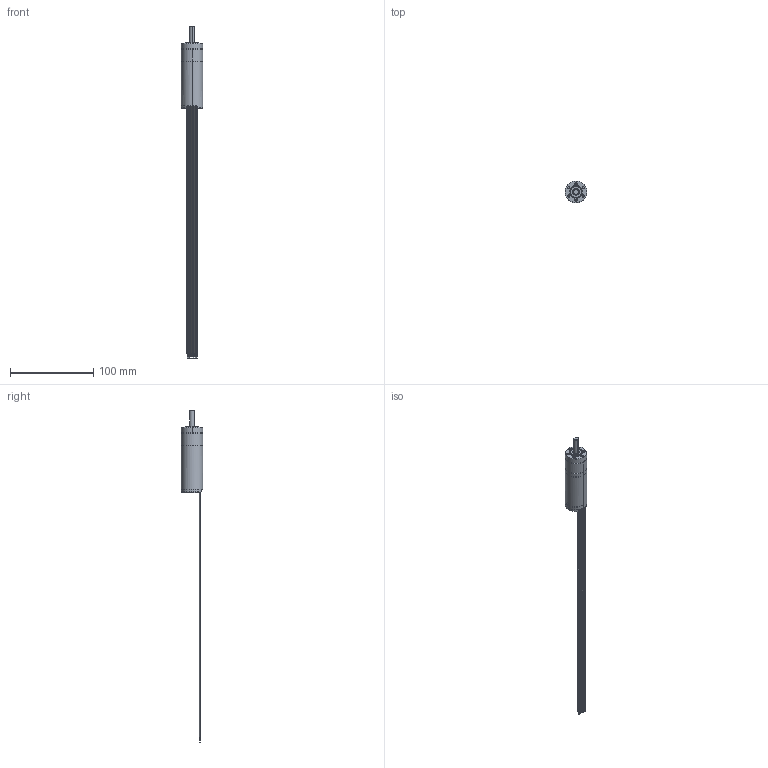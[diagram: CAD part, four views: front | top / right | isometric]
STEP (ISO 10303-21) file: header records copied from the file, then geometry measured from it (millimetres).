
FILE_DESCRIPTION((''),'2;1');
FILE_NAME('4611180000906_SW0001','2023-12-20T16:14:20',('TQ03085'),(''),'CREO PARAMETRIC BY PTC INC, 2018100','CREO PARAMETRIC BY PTC INC, 2018100','');
FILE_SCHEMA(('CONFIG_CONTROL_DESIGN'));
Length unit declared in the file: millimetre
Products named in the file (1): 4611180000906_SW0001
Bounding box: 26 x 26 x 398.5 mm (x, y, z)
Volume: 45717 mm3; surface area: 21498.8 mm2
Topology: 1 solids, 4 shells, 293 faces, 696 edges, 444 vertices
Faces by surface type: cylinder 115, plane 95, cone 43, torus 28, bspline 10, extrusion 2
Entity records: 9633 total; most frequent: CARTESIAN_POINT 2669, DIRECTION 1514, ORIENTED_EDGE 1392, EDGE_CURVE 696, AXIS2_PLACEMENT_3D 612, VERTEX_POINT 444, EDGE_LOOP 338, CIRCLE 330
